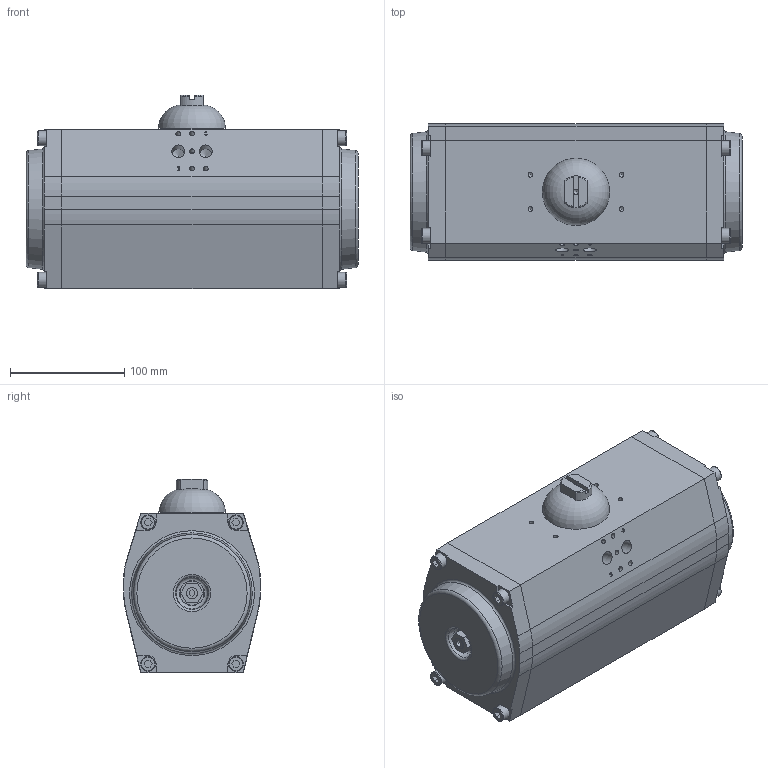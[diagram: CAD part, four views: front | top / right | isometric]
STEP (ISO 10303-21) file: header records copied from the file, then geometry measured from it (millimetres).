
FILE_DESCRIPTION(/* description */ ('Unknown'),/* implementation_level */ '2;1');
FILE_NAME(/* name */ 'DT252_ST94',/* time_stamp */ '2022-08-11T11:46:39+02:00',/* author */ ('Unknown'),/* organization */ ('Unknown'),/* preprocessor_version */ 'ST-DEVELOPER v16.7',/* originating_system */ 'Solid Edge',/* authorisation */ 'Unknown');
FILE_SCHEMA (('AUTOMOTIVE_DESIGN {1 0 10303 214 3 1 1}'));
Length unit declared in the file: millimetre
Products named in the file (1): DT252_ST94
Bounding box: 291 x 120 x 170 mm (x, y, z)
Volume: 4169581 mm3; surface area: 185696 mm2
Topology: 1 solids, 1 shells, 322 faces, 808 edges, 525 vertices
Faces by surface type: plane 209, cone 44, cylinder 42, torus 18, bspline 9
Full cylindrical faces by diameter (mm): 4.134 x9, 4.917 x1, 6.647 x4, 8.376 x4, 10 x2, 11.445 x2, 13 x8, 21 x2, 28 x1, 40 x1, 50 x1, 53.3 x1
Entity records: 11193 total; most frequent: CARTESIAN_POINT 1706, DIRECTION 1426, ORIENTED_EDGE 1376, EDGE_CURVE 688, VERTEX_POINT 503, LINE 500, VECTOR 500, AXIS2_PLACEMENT_3D 463
